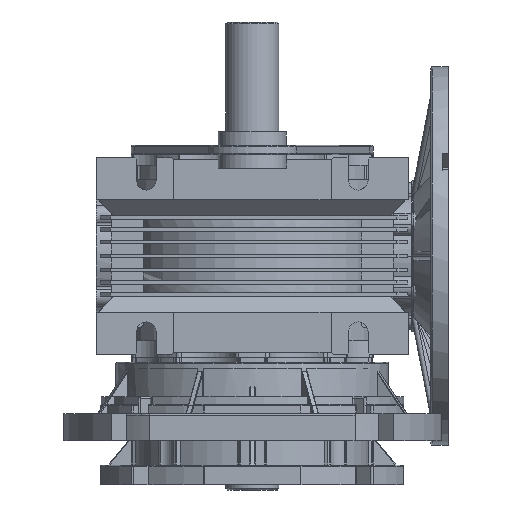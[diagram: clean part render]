
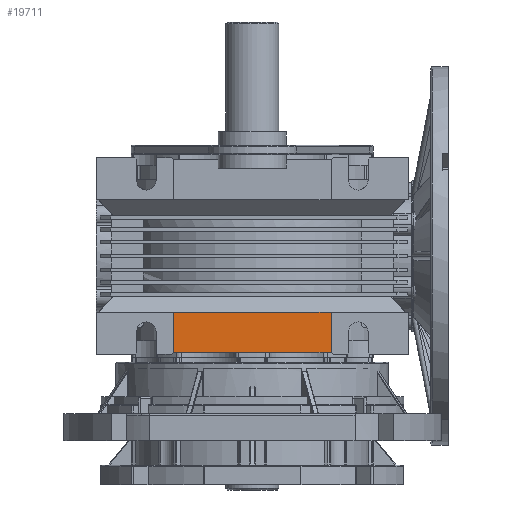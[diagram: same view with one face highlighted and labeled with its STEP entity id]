
A CAD part, front view. The second image highlights one B-rep face of the part: STEP entity #19711.
In plain terms, the highlighted planar face has unit normal (0, -1, 0).
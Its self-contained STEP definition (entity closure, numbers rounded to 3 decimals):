
#19711 = ADVANCED_FACE ( 'NONE', ( #77058 ), #77026, .T. ) ;
#19712 = EDGE_LOOP ( 'NONE', ( #19716, #19720, #19724, #19725 ) ) ;
#19716 = ORIENTED_EDGE ( 'NONE', *, *, #19717, .T. ) ;
#19717 = EDGE_CURVE ( 'NONE', #19718, #19719, #77119, .T. ) ;
#19718 = VERTEX_POINT ( 'NONE', #77114 ) ;
#19719 = VERTEX_POINT ( 'NONE', #77113 ) ;
#19720 = ORIENTED_EDGE ( 'NONE', *, *, #19721, .T. ) ;
#19721 = EDGE_CURVE ( 'NONE', #19719, #19736, #77110, .T. ) ;
#19724 = ORIENTED_EDGE ( 'NONE', *, *, #19735, .T. ) ;
#19725 = ORIENTED_EDGE ( 'NONE', *, *, #19727, .T. ) ;
#19727 = EDGE_CURVE ( 'NONE', #19737, #19718, #77083, .T. ) ;
#19735 = EDGE_CURVE ( 'NONE', #19736, #19737, #77241, .T. ) ;
#19736 = VERTEX_POINT ( 'NONE', #77236 ) ;
#19737 = VERTEX_POINT ( 'NONE', #77233 ) ;
#75605 = VECTOR ( 'NONE', #76102, 1000. ) ;
#76102 = DIRECTION ( 'NONE',  ( 0., 0., 1. ) ) ;
#77026 = PLANE ( 'NONE',  #77030 ) ;
#77030 = AXIS2_PLACEMENT_3D ( 'NONE', #77144, #77141, #77139 ) ;
#77058 = FACE_OUTER_BOUND ( 'NONE', #19712, .T. ) ;
#77082 = CARTESIAN_POINT ( 'NONE',  ( 52., -101.5, -36.5 ) ) ;
#77083 = LINE ( 'NONE', #77082, #75605 ) ;
#77107 = DIRECTION ( 'NONE',  ( 0., 0., -1. ) ) ;
#77108 = VECTOR ( 'NONE', #77107, 1000. ) ;
#77109 = CARTESIAN_POINT ( 'NONE',  ( -52., -101.5, -36.5 ) ) ;
#77110 = LINE ( 'NONE', #77109, #77108 ) ;
#77113 = CARTESIAN_POINT ( 'NONE',  ( -52., -101.5, -10. ) ) ;
#77114 = CARTESIAN_POINT ( 'NONE',  ( 52., -101.5, -10. ) ) ;
#77115 = DIRECTION ( 'NONE',  ( -1., 0., 0. ) ) ;
#77117 = VECTOR ( 'NONE', #77115, 1000. ) ;
#77118 = CARTESIAN_POINT ( 'NONE',  ( -101.5, -101.5, -10. ) ) ;
#77119 = LINE ( 'NONE', #77118, #77117 ) ;
#77139 = DIRECTION ( 'NONE',  ( 0., 0., -1. ) ) ;
#77141 = DIRECTION ( 'NONE',  ( 0., -1., 0. ) ) ;
#77144 = CARTESIAN_POINT ( 'NONE',  ( -101.5, -101.5, -36.5 ) ) ;
#77233 = CARTESIAN_POINT ( 'NONE',  ( 52., -101.5, -36.5 ) ) ;
#77236 = CARTESIAN_POINT ( 'NONE',  ( -52., -101.5, -36.5 ) ) ;
#77238 = DIRECTION ( 'NONE',  ( 1., 0., 0. ) ) ;
#77239 = VECTOR ( 'NONE', #77238, 1000. ) ;
#77240 = CARTESIAN_POINT ( 'NONE',  ( -101.5, -101.5, -36.5 ) ) ;
#77241 = LINE ( 'NONE', #77240, #77239 ) ;
